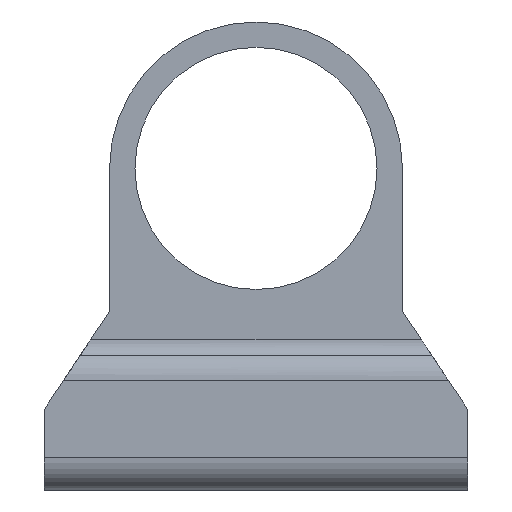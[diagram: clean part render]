
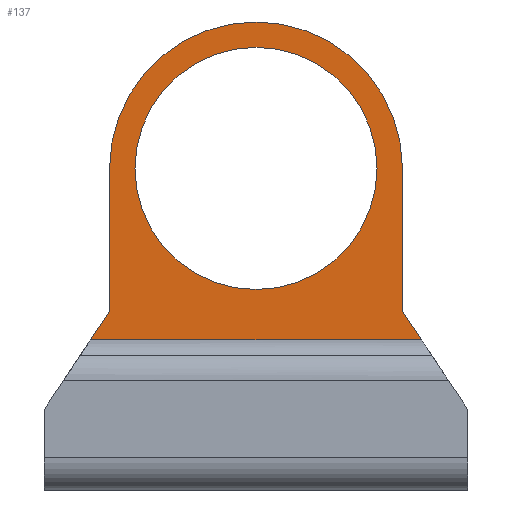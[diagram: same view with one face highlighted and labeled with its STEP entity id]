
A CAD part, front view. The second image highlights one B-rep face of the part: STEP entity #137.
In plain terms, the highlighted planar face has unit normal (0, -1, 0).
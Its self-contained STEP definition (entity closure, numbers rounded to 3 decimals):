
#137 = ADVANCED_FACE( '', ( #288, #289 ), #290, .F. );
#288 = FACE_BOUND( '', #451, .T. );
#289 = FACE_OUTER_BOUND( '', #452, .T. );
#290 = PLANE( '', #453 );
#451 = EDGE_LOOP( '', ( #807 ) );
#452 = EDGE_LOOP( '', ( #808, #809, #810, #811, #812, #813 ) );
#453 = AXIS2_PLACEMENT_3D( '', #814, #815, #816 );
#807 = ORIENTED_EDGE( '', *, *, #1111, .T. );
#808 = ORIENTED_EDGE( '', *, *, #1112, .F. );
#809 = ORIENTED_EDGE( '', *, *, #1113, .F. );
#810 = ORIENTED_EDGE( '', *, *, #1082, .F. );
#811 = ORIENTED_EDGE( '', *, *, #1114, .F. );
#812 = ORIENTED_EDGE( '', *, *, #1106, .T. );
#813 = ORIENTED_EDGE( '', *, *, #1052, .F. );
#814 = CARTESIAN_POINT( '', ( 32.5, 0., 22.5 ) );
#815 = DIRECTION( '', ( 0., 1., 0. ) );
#816 = DIRECTION( '', ( 0., 0., 1. ) );
#1052 = EDGE_CURVE( '', #1300, #1301, #1302, .T. );
#1082 = EDGE_CURVE( '', #1342, #1343, #1344, .T. );
#1106 = EDGE_CURVE( '', #1374, #1301, #1375, .F. );
#1111 = EDGE_CURVE( '', #1380, #1380, #1381, .T. );
#1112 = EDGE_CURVE( '', #1382, #1300, #1383, .T. );
#1113 = EDGE_CURVE( '', #1343, #1382, #1384, .T. );
#1114 = EDGE_CURVE( '', #1374, #1342, #1385, .T. );
#1300 = VERTEX_POINT( '', #1624 );
#1301 = VERTEX_POINT( '', #1625 );
#1302 = LINE( '', #1626, #1627 );
#1342 = VERTEX_POINT( '', #1684 );
#1343 = VERTEX_POINT( '', #1685 );
#1344 = LINE( '', #1686, #1687 );
#1374 = VERTEX_POINT( '', #1726 );
#1375 = CIRCLE( '', #1727, 22.5 );
#1380 = VERTEX_POINT( '', #1733 );
#1381 = CIRCLE( '', #1734, 18.6 );
#1382 = VERTEX_POINT( '', #1735 );
#1383 = LINE( '', #1736, #1737 );
#1384 = LINE( '', #1738, #1739 );
#1385 = LINE( '', #1740, #1741 );
#1624 = CARTESIAN_POINT( '', ( -22.5, 0., -21.97 ) );
#1625 = CARTESIAN_POINT( '', ( -22.5, 0., 0. ) );
#1626 = CARTESIAN_POINT( '', ( -22.5, 0., 22.5 ) );
#1627 = VECTOR( '', #1901, 1000. );
#1684 = CARTESIAN_POINT( '', ( 22.5, 0., -21.97 ) );
#1685 = CARTESIAN_POINT( '', ( 25.423, 0., -26.355 ) );
#1686 = CARTESIAN_POINT( '', ( 5.052, 0., 4.202 ) );
#1687 = VECTOR( '', #1928, 1000. );
#1726 = CARTESIAN_POINT( '', ( 22.5, 0., 0. ) );
#1727 = AXIS2_PLACEMENT_3D( '', #1959, #1960, #1961 );
#1733 = CARTESIAN_POINT( '', ( 18.6, 0., 0. ) );
#1734 = AXIS2_PLACEMENT_3D( '', #1966, #1967, #1968 );
#1735 = CARTESIAN_POINT( '', ( -25.423, 0., -26.355 ) );
#1736 = CARTESIAN_POINT( '', ( 14.948, 0., 34.202 ) );
#1737 = VECTOR( '', #1969, 1000. );
#1738 = CARTESIAN_POINT( '', ( 32.5, 0., -26.355 ) );
#1739 = VECTOR( '', #1970, 1000. );
#1740 = CARTESIAN_POINT( '', ( 22.5, 0., 22.5 ) );
#1741 = VECTOR( '', #1971, 1000. );
#1901 = DIRECTION( '', ( 0., 0., 1. ) );
#1928 = DIRECTION( '', ( 0.555, 0., -0.832 ) );
#1959 = CARTESIAN_POINT( '', ( 0., 0., 0. ) );
#1960 = DIRECTION( '', ( 0., 1., 0. ) );
#1961 = DIRECTION( '', ( 0., 0., 1. ) );
#1966 = CARTESIAN_POINT( '', ( 0., 0., 0. ) );
#1967 = DIRECTION( '', ( 0., 1., 0. ) );
#1968 = DIRECTION( '', ( 1., 0., 0. ) );
#1969 = DIRECTION( '', ( 0.555, 0., 0.832 ) );
#1970 = DIRECTION( '', ( -1., 0., 0. ) );
#1971 = DIRECTION( '', ( 0., 0., -1. ) );
